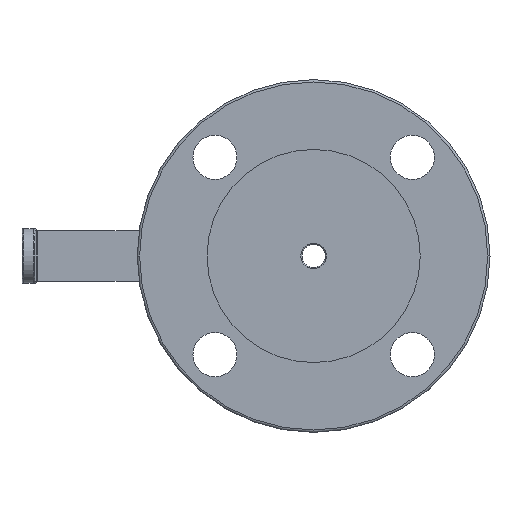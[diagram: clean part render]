
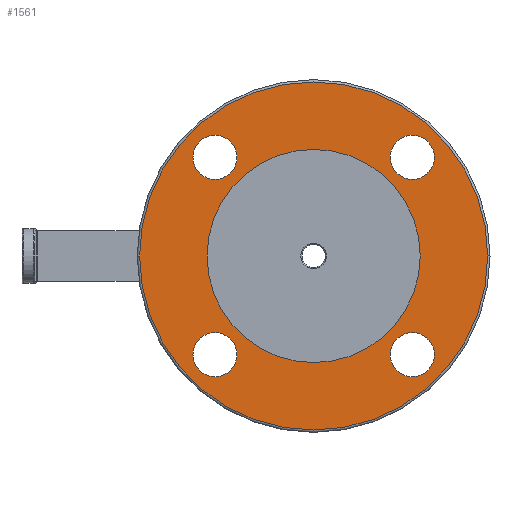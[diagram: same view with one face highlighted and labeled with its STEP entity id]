
A CAD part, left-side view. The second image highlights one B-rep face of the part: STEP entity #1561.
In plain terms, the highlighted planar face has unit normal (-1, 0, 0).
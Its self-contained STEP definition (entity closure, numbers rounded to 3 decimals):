
#22=CARTESIAN_POINT('',(-182.5,0.,0.));
#23=DIRECTION('',(-1.,0.,0.));
#24=DIRECTION('',(0.,-1.,0.));
#25=AXIS2_PLACEMENT_3D('',#22,#23,#24);
#31=CARTESIAN_POINT('',(-182.5,42.639,-42.639));
#32=DIRECTION('',(1.,0.,0.));
#33=DIRECTION('',(0.,1.,0.));
#34=AXIS2_PLACEMENT_3D('',#31,#32,#33);
#36=CARTESIAN_POINT('',(-182.5,42.639,-42.639));
#37=DIRECTION('',(1.,0.,0.));
#38=DIRECTION('',(0.,-1.,0.));
#39=AXIS2_PLACEMENT_3D('',#36,#37,#38);
#41=CARTESIAN_POINT('',(-182.5,42.639,42.639));
#42=DIRECTION('',(1.,0.,0.));
#43=DIRECTION('',(0.,0.,1.));
#44=AXIS2_PLACEMENT_3D('',#41,#42,#43);
#46=CARTESIAN_POINT('',(-182.5,42.639,42.639));
#47=DIRECTION('',(1.,0.,0.));
#48=DIRECTION('',(0.,0.,-1.));
#49=AXIS2_PLACEMENT_3D('',#46,#47,#48);
#51=CARTESIAN_POINT('',(-182.5,-42.639,42.639));
#52=DIRECTION('',(1.,0.,0.));
#53=DIRECTION('',(0.,-1.,0.));
#54=AXIS2_PLACEMENT_3D('',#51,#52,#53);
#56=CARTESIAN_POINT('',(-182.5,-42.639,42.639));
#57=DIRECTION('',(1.,0.,0.));
#58=DIRECTION('',(0.,1.,0.));
#59=AXIS2_PLACEMENT_3D('',#56,#57,#58);
#61=CARTESIAN_POINT('',(-182.5,-42.639,-42.639));
#62=DIRECTION('',(1.,0.,0.));
#63=DIRECTION('',(0.,0.,-1.));
#64=AXIS2_PLACEMENT_3D('',#61,#62,#63);
#66=CARTESIAN_POINT('',(-182.5,-42.639,-42.639));
#67=DIRECTION('',(1.,0.,0.));
#68=DIRECTION('',(0.,0.,1.));
#69=AXIS2_PLACEMENT_3D('',#66,#67,#68);
#71=CARTESIAN_POINT('',(-182.5,0.,0.));
#72=DIRECTION('',(-1.,0.,0.));
#73=DIRECTION('',(0.,1.,0.));
#74=AXIS2_PLACEMENT_3D('',#71,#72,#73);
#76=CARTESIAN_POINT('',(-182.5,0.,0.));
#77=DIRECTION('',(-1.,0.,0.));
#78=DIRECTION('',(0.,-1.,0.));
#79=AXIS2_PLACEMENT_3D('',#76,#77,#78);
#81=CARTESIAN_POINT('',(-182.5,0.,0.));
#82=DIRECTION('',(-1.,0.,0.));
#83=DIRECTION('',(0.,1.,0.));
#84=AXIS2_PLACEMENT_3D('',#81,#82,#83);
#1344=CARTESIAN_POINT('',(-182.5,-46.05,0.));
#1345=CARTESIAN_POINT('',(-182.5,46.05,0.));
#1346=VERTEX_POINT('',#1344);
#1347=VERTEX_POINT('',#1345);
#1348=CARTESIAN_POINT('',(-182.5,52.164,-42.639));
#1350=VERTEX_POINT('',#1348);
#1352=CARTESIAN_POINT('',(-182.5,33.114,-42.639));
#1354=VERTEX_POINT('',#1352);
#1356=CARTESIAN_POINT('',(-182.5,42.639,52.164));
#1358=VERTEX_POINT('',#1356);
#1360=CARTESIAN_POINT('',(-182.5,42.639,33.114));
#1362=VERTEX_POINT('',#1360);
#1364=CARTESIAN_POINT('',(-182.5,-52.164,42.639));
#1366=VERTEX_POINT('',#1364);
#1368=CARTESIAN_POINT('',(-182.5,-33.114,42.639));
#1370=VERTEX_POINT('',#1368);
#1372=CARTESIAN_POINT('',(-182.5,-42.639,-52.164));
#1374=VERTEX_POINT('',#1372);
#1376=CARTESIAN_POINT('',(-182.5,-42.639,-33.114));
#1378=VERTEX_POINT('',#1376);
#1410=CARTESIAN_POINT('',(-182.5,75.2,0.));
#1411=CARTESIAN_POINT('',(-182.5,-75.2,0.));
#1412=VERTEX_POINT('',#1410);
#1413=VERTEX_POINT('',#1411);
#1521=CARTESIAN_POINT('',(-182.5,0.,0.));
#1522=DIRECTION('',(1.,0.,0.));
#1523=DIRECTION('',(0.,1.,0.));
#1524=AXIS2_PLACEMENT_3D('',#1521,#1522,#1523);
#1525=PLANE('',#1524);
#1527=ORIENTED_EDGE('',*,*,#1526,.F.);
#1529=ORIENTED_EDGE('',*,*,#1528,.F.);
#1530=EDGE_LOOP('',(#1527,#1529));
#1531=FACE_OUTER_BOUND('',#1530,.F.);
#1533=ORIENTED_EDGE('',*,*,#1532,.F.);
#1535=ORIENTED_EDGE('',*,*,#1534,.F.);
#1536=EDGE_LOOP('',(#1533,#1535));
#1537=FACE_BOUND('',#1536,.F.);
#1539=ORIENTED_EDGE('',*,*,#1538,.F.);
#1541=ORIENTED_EDGE('',*,*,#1540,.F.);
#1542=EDGE_LOOP('',(#1539,#1541));
#1543=FACE_BOUND('',#1542,.F.);
#1545=ORIENTED_EDGE('',*,*,#1544,.F.);
#1547=ORIENTED_EDGE('',*,*,#1546,.F.);
#1548=EDGE_LOOP('',(#1545,#1547));
#1549=FACE_BOUND('',#1548,.F.);
#1551=ORIENTED_EDGE('',*,*,#1550,.F.);
#1553=ORIENTED_EDGE('',*,*,#1552,.F.);
#1554=EDGE_LOOP('',(#1551,#1553));
#1555=FACE_BOUND('',#1554,.F.);
#1556=ORIENTED_EDGE('',*,*,#1511,.T.);
#1558=ORIENTED_EDGE('',*,*,#1557,.T.);
#1559=EDGE_LOOP('',(#1556,#1558));
#1560=FACE_BOUND('',#1559,.F.);
#1561=ADVANCED_FACE('',(#1531,#1537,#1543,#1549,#1555,#1560),#1525,.F.);
#26=CIRCLE('',#25,46.05);
#35=CIRCLE('',#34,9.525);
#40=CIRCLE('',#39,9.525);
#45=CIRCLE('',#44,9.525);
#50=CIRCLE('',#49,9.525);
#55=CIRCLE('',#54,9.525);
#60=CIRCLE('',#59,9.525);
#65=CIRCLE('',#64,9.525);
#70=CIRCLE('',#69,9.525);
#75=CIRCLE('',#74,75.2);
#80=CIRCLE('',#79,75.2);
#85=CIRCLE('',#84,46.05);
#1511=EDGE_CURVE('',#1346,#1347,#26,.T.);
#1526=EDGE_CURVE('',#1412,#1413,#75,.T.);
#1528=EDGE_CURVE('',#1413,#1412,#80,.T.);
#1532=EDGE_CURVE('',#1350,#1354,#35,.T.);
#1534=EDGE_CURVE('',#1354,#1350,#40,.T.);
#1538=EDGE_CURVE('',#1358,#1362,#45,.T.);
#1540=EDGE_CURVE('',#1362,#1358,#50,.T.);
#1544=EDGE_CURVE('',#1366,#1370,#55,.T.);
#1546=EDGE_CURVE('',#1370,#1366,#60,.T.);
#1550=EDGE_CURVE('',#1374,#1378,#65,.T.);
#1552=EDGE_CURVE('',#1378,#1374,#70,.T.);
#1557=EDGE_CURVE('',#1347,#1346,#85,.T.);
